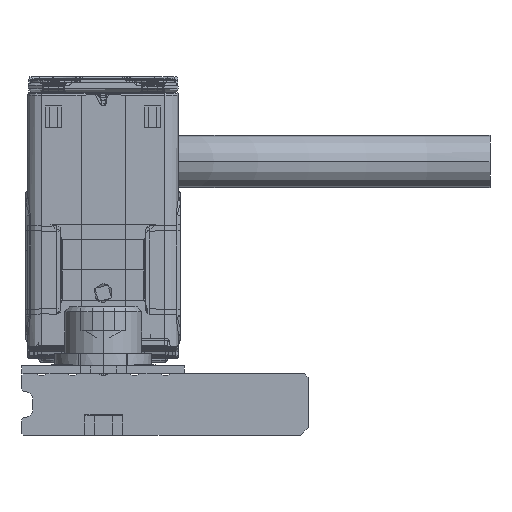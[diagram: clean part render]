
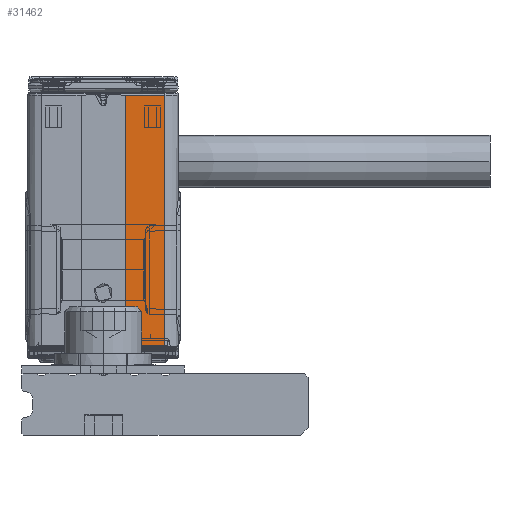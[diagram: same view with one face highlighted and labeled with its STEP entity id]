
A CAD part, left-side view. The second image highlights one B-rep face of the part: STEP entity #31462.
In plain terms, the highlighted face is planar.
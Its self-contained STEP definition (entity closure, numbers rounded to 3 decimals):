
#31442=AXIS2_PLACEMENT_3D('Plane Axis2P3D',#31439,#31440,#31441) ;
#11471=CARTESIAN_POINT('Line Origine',(-220.554,34.481,-16.627)) ;
#11475=CARTESIAN_POINT('Vertex',(-220.554,34.481,0.084)) ;
#11477=CARTESIAN_POINT('Vertex',(-220.554,34.481,-32.418)) ;
#30821=CARTESIAN_POINT('Line Origine',(-220.484,30.466,0.084)) ;
#30825=CARTESIAN_POINT('Vertex',(-220.465,29.364,0.084)) ;
#31439=CARTESIAN_POINT('Axis2P3D Location',(-220.415,26.5,-34.492)) ;
#31444=CARTESIAN_POINT('Line Origine',(-220.465,29.364,-16.167)) ;
#31448=CARTESIAN_POINT('Vertex',(-220.465,29.364,-32.418)) ;
#31451=CARTESIAN_POINT('Line Origine',(-220.509,31.923,-32.418)) ;
#11472=DIRECTION('Vector Direction',(0.,0.,-1.)) ;
#30822=DIRECTION('Vector Direction',(0.017,-1.,0.)) ;
#31440=DIRECTION('Axis2P3D Direction',(-1.,-0.017,-0.)) ;
#31441=DIRECTION('Axis2P3D XDirection',(0.,0.,-1.)) ;
#31445=DIRECTION('Vector Direction',(0.,0.,-1.)) ;
#31452=DIRECTION('Vector Direction',(0.017,-1.,0.)) ;
#11473=VECTOR('Line Direction',#11472,1.) ;
#30823=VECTOR('Line Direction',#30822,1.) ;
#31446=VECTOR('Line Direction',#31445,1.) ;
#31453=VECTOR('Line Direction',#31452,1.) ;
#31457=ORIENTED_EDGE('',*,*,#31450,.T.) ;
#31458=ORIENTED_EDGE('',*,*,#31455,.F.) ;
#31459=ORIENTED_EDGE('',*,*,#11479,.F.) ;
#31460=ORIENTED_EDGE('',*,*,#30827,.F.) ;
#31462=ADVANCED_FACE('Brep With Voids',(#31461),#31443,.F.) ;
#11479=EDGE_CURVE('',#11476,#11478,#11474,.T.) ;
#30827=EDGE_CURVE('',#30826,#11476,#30824,.F.) ;
#31450=EDGE_CURVE('',#30826,#31449,#31447,.T.) ;
#31455=EDGE_CURVE('',#11478,#31449,#31454,.T.) ;
#31456=EDGE_LOOP('',(#31457,#31458,#31459,#31460)) ;
#31461=FACE_OUTER_BOUND('',#31456,.T.) ;
#11474=LINE('Line',#11471,#11473) ;
#30824=LINE('Line',#30821,#30823) ;
#31447=LINE('Line',#31444,#31446) ;
#31454=LINE('Line',#31451,#31453) ;
#31443=PLANE('',#31442) ;
#11476=VERTEX_POINT('',#11475) ;
#11478=VERTEX_POINT('',#11477) ;
#30826=VERTEX_POINT('',#30825) ;
#31449=VERTEX_POINT('',#31448) ;
